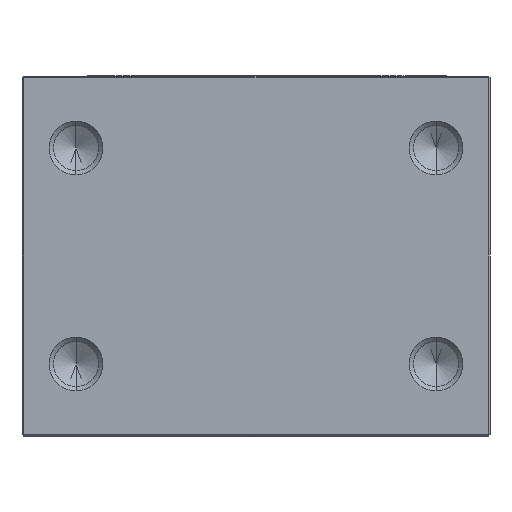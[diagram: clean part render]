
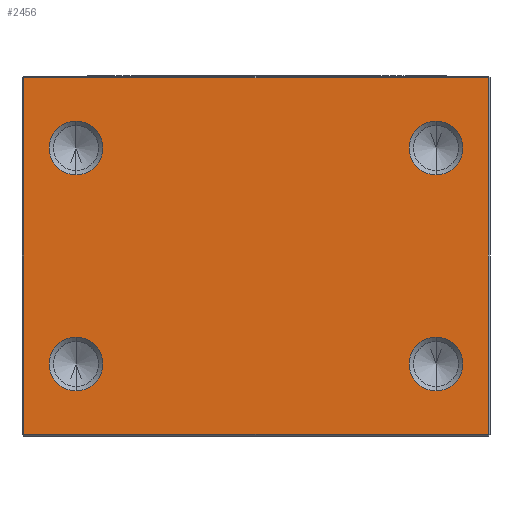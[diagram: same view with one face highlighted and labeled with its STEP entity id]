
A CAD part, front view. The second image highlights one B-rep face of the part: STEP entity #2456.
In plain terms, the highlighted planar face has unit normal (0, -1, 0).
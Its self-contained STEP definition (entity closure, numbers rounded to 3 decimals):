
#10 = ORIENTED_EDGE ( 'NONE', *, *, #1664, .F. ) ;
#13 = EDGE_CURVE ( 'NONE', #1886, #238, #708, .T. ) ;
#24 = ORIENTED_EDGE ( 'NONE', *, *, #639, .F. ) ;
#56 = VERTEX_POINT ( 'NONE', #2166 ) ;
#74 = DIRECTION ( 'NONE',  ( 0., -1., 0. ) ) ;
#118 = EDGE_CURVE ( 'NONE', #1869, #1841, #282, .T. ) ;
#165 = DIRECTION ( 'NONE',  ( 0., -1., 0. ) ) ;
#168 = DIRECTION ( 'NONE',  ( 0., -1., 0. ) ) ;
#186 = DIRECTION ( 'NONE',  ( 0., -1., 0. ) ) ;
#206 = AXIS2_PLACEMENT_3D ( 'NONE', #1426, #2249, #2118 ) ;
#223 = VERTEX_POINT ( 'NONE', #1772 ) ;
#227 = PLANE ( 'NONE',  #1349 ) ;
#230 = DIRECTION ( 'NONE',  ( 0., 0., -1. ) ) ;
#238 = VERTEX_POINT ( 'NONE', #1358 ) ;
#268 = CARTESIAN_POINT ( 'NONE',  ( -26., -13.75, 0.2 ) ) ;
#280 = CARTESIAN_POINT ( 'NONE',  ( 25.8, -13.75, 0.2 ) ) ;
#282 = LINE ( 'NONE', #268, #1970 ) ;
#291 = CIRCLE ( 'NONE', #891, 3. ) ;
#319 = EDGE_CURVE ( 'NONE', #238, #1886, #1583, .T. ) ;
#347 = CARTESIAN_POINT ( 'NONE',  ( -20., -13.75, 11. ) ) ;
#388 = EDGE_CURVE ( 'NONE', #657, #1869, #2486, .T. ) ;
#493 = ORIENTED_EDGE ( 'NONE', *, *, #388, .F. ) ;
#584 = CARTESIAN_POINT ( 'NONE',  ( 20., -13.75, 8. ) ) ;
#605 = ORIENTED_EDGE ( 'NONE', *, *, #319, .F. ) ;
#610 = DIRECTION ( 'NONE',  ( 0., 0., -1. ) ) ;
#625 = DIRECTION ( 'NONE',  ( 0., 0., -1. ) ) ;
#633 = VERTEX_POINT ( 'NONE', #2380 ) ;
#639 = EDGE_CURVE ( 'NONE', #633, #56, #845, .T. ) ;
#657 = VERTEX_POINT ( 'NONE', #2003 ) ;
#661 = VERTEX_POINT ( 'NONE', #347 ) ;
#691 = DIRECTION ( 'NONE',  ( 0., 0., -1. ) ) ;
#694 = DIRECTION ( 'NONE',  ( -1., 0., 0. ) ) ;
#708 = CIRCLE ( 'NONE', #1012, 3. ) ;
#718 = AXIS2_PLACEMENT_3D ( 'NONE', #1714, #860, #2534 ) ;
#722 = CARTESIAN_POINT ( 'NONE',  ( -20., -13.75, 5. ) ) ;
#790 = EDGE_CURVE ( 'NONE', #56, #633, #2612, .T. ) ;
#801 = AXIS2_PLACEMENT_3D ( 'NONE', #1608, #165, #1157 ) ;
#806 = FACE_OUTER_BOUND ( 'NONE', #2338, .T. ) ;
#816 = VERTEX_POINT ( 'NONE', #2282 ) ;
#828 = DIRECTION ( 'NONE',  ( 0., 0., 1. ) ) ;
#835 = EDGE_CURVE ( 'NONE', #661, #1867, #1023, .T. ) ;
#845 = CIRCLE ( 'NONE', #801, 3. ) ;
#858 = FACE_BOUND ( 'NONE', #2598, .T. ) ;
#860 = DIRECTION ( 'NONE',  ( 0., -1., 0. ) ) ;
#872 = ORIENTED_EDGE ( 'NONE', *, *, #1733, .F. ) ;
#891 = AXIS2_PLACEMENT_3D ( 'NONE', #2330, #74, #691 ) ;
#923 = CARTESIAN_POINT ( 'NONE',  ( -25.8, -13.75, 0.2 ) ) ;
#982 = FACE_BOUND ( 'NONE', #2521, .T. ) ;
#984 = CARTESIAN_POINT ( 'NONE',  ( 20., -13.75, 32. ) ) ;
#990 = EDGE_CURVE ( 'NONE', #1841, #223, #2171, .T. ) ;
#1009 = FACE_BOUND ( 'NONE', #1538, .T. ) ;
#1012 = AXIS2_PLACEMENT_3D ( 'NONE', #2471, #2077, #625 ) ;
#1017 = CARTESIAN_POINT ( 'NONE',  ( 20., -13.75, 35. ) ) ;
#1023 = CIRCLE ( 'NONE', #1201, 3. ) ;
#1051 = DIRECTION ( 'NONE',  ( 0., 1., 0. ) ) ;
#1116 = VECTOR ( 'NONE', #1755, 1000. ) ;
#1157 = DIRECTION ( 'NONE',  ( 0., 0., -1. ) ) ;
#1193 = EDGE_CURVE ( 'NONE', #1867, #661, #1587, .T. ) ;
#1201 = AXIS2_PLACEMENT_3D ( 'NONE', #1468, #1457, #230 ) ;
#1215 = FACE_BOUND ( 'NONE', #2588, .T. ) ;
#1251 = CARTESIAN_POINT ( 'NONE',  ( -26., -13.75, 40. ) ) ;
#1279 = ORIENTED_EDGE ( 'NONE', *, *, #13, .F. ) ;
#1306 = ORIENTED_EDGE ( 'NONE', *, *, #990, .F. ) ;
#1349 = AXIS2_PLACEMENT_3D ( 'NONE', #1251, #1051, #828 ) ;
#1358 = CARTESIAN_POINT ( 'NONE',  ( 20., -13.75, 5. ) ) ;
#1426 = CARTESIAN_POINT ( 'NONE',  ( -20., -13.75, 8. ) ) ;
#1456 = ORIENTED_EDGE ( 'NONE', *, *, #835, .F. ) ;
#1457 = DIRECTION ( 'NONE',  ( 0., -1., 0. ) ) ;
#1458 = ORIENTED_EDGE ( 'NONE', *, *, #118, .F. ) ;
#1468 = CARTESIAN_POINT ( 'NONE',  ( -20., -13.75, 8. ) ) ;
#1491 = AXIS2_PLACEMENT_3D ( 'NONE', #584, #168, #1811 ) ;
#1538 = EDGE_LOOP ( 'NONE', ( #1572, #24 ) ) ;
#1572 = ORIENTED_EDGE ( 'NONE', *, *, #790, .F. ) ;
#1583 = CIRCLE ( 'NONE', #1491, 3. ) ;
#1587 = CIRCLE ( 'NONE', #206, 3. ) ;
#1608 = CARTESIAN_POINT ( 'NONE',  ( -20., -13.75, 32. ) ) ;
#1619 = AXIS2_PLACEMENT_3D ( 'NONE', #984, #186, #2665 ) ;
#1620 = VECTOR ( 'NONE', #610, 1000. ) ;
#1664 = EDGE_CURVE ( 'NONE', #816, #2194, #2222, .T. ) ;
#1712 = ORIENTED_EDGE ( 'NONE', *, *, #1193, .F. ) ;
#1714 = CARTESIAN_POINT ( 'NONE',  ( -20., -13.75, 32. ) ) ;
#1721 = CARTESIAN_POINT ( 'NONE',  ( 20., -13.75, 11. ) ) ;
#1726 = CARTESIAN_POINT ( 'NONE',  ( -25.8, -13.75, 40. ) ) ;
#1733 = EDGE_CURVE ( 'NONE', #223, #657, #2449, .T. ) ;
#1755 = DIRECTION ( 'NONE',  ( 0., 0., 1. ) ) ;
#1772 = CARTESIAN_POINT ( 'NONE',  ( -25.8, -13.75, 39.8 ) ) ;
#1811 = DIRECTION ( 'NONE',  ( 0., 0., -1. ) ) ;
#1841 = VERTEX_POINT ( 'NONE', #923 ) ;
#1855 = CARTESIAN_POINT ( 'NONE',  ( 0., -13.75, 39.8 ) ) ;
#1867 = VERTEX_POINT ( 'NONE', #722 ) ;
#1869 = VERTEX_POINT ( 'NONE', #280 ) ;
#1886 = VERTEX_POINT ( 'NONE', #1721 ) ;
#1914 = EDGE_CURVE ( 'NONE', #2194, #816, #291, .T. ) ;
#1970 = VECTOR ( 'NONE', #694, 1000. ) ;
#2003 = CARTESIAN_POINT ( 'NONE',  ( 25.8, -13.75, 39.8 ) ) ;
#2046 = CARTESIAN_POINT ( 'NONE',  ( 25.8, -13.75, 40. ) ) ;
#2077 = DIRECTION ( 'NONE',  ( 0., -1., 0. ) ) ;
#2118 = DIRECTION ( 'NONE',  ( 0., 0., -1. ) ) ;
#2166 = CARTESIAN_POINT ( 'NONE',  ( -20., -13.75, 29. ) ) ;
#2171 = LINE ( 'NONE', #1726, #1116 ) ;
#2182 = VECTOR ( 'NONE', #2428, 1000. ) ;
#2194 = VERTEX_POINT ( 'NONE', #1017 ) ;
#2222 = CIRCLE ( 'NONE', #1619, 3. ) ;
#2248 = ORIENTED_EDGE ( 'NONE', *, *, #1914, .F. ) ;
#2249 = DIRECTION ( 'NONE',  ( 0., -1., 0. ) ) ;
#2282 = CARTESIAN_POINT ( 'NONE',  ( 20., -13.75, 29. ) ) ;
#2330 = CARTESIAN_POINT ( 'NONE',  ( 20., -13.75, 32. ) ) ;
#2338 = EDGE_LOOP ( 'NONE', ( #1306, #1458, #493, #872 ) ) ;
#2380 = CARTESIAN_POINT ( 'NONE',  ( -20., -13.75, 35. ) ) ;
#2428 = DIRECTION ( 'NONE',  ( 1., 0., 0. ) ) ;
#2449 = LINE ( 'NONE', #1855, #2182 ) ;
#2456 = ADVANCED_FACE ( 'NONE', ( #806, #982, #1215, #1009, #858 ), #227, .F. ) ;
#2471 = CARTESIAN_POINT ( 'NONE',  ( 20., -13.75, 8. ) ) ;
#2486 = LINE ( 'NONE', #2046, #1620 ) ;
#2521 = EDGE_LOOP ( 'NONE', ( #605, #1279 ) ) ;
#2534 = DIRECTION ( 'NONE',  ( 0., 0., -1. ) ) ;
#2588 = EDGE_LOOP ( 'NONE', ( #10, #2248 ) ) ;
#2598 = EDGE_LOOP ( 'NONE', ( #1712, #1456 ) ) ;
#2612 = CIRCLE ( 'NONE', #718, 3. ) ;
#2665 = DIRECTION ( 'NONE',  ( 0., 0., -1. ) ) ;
